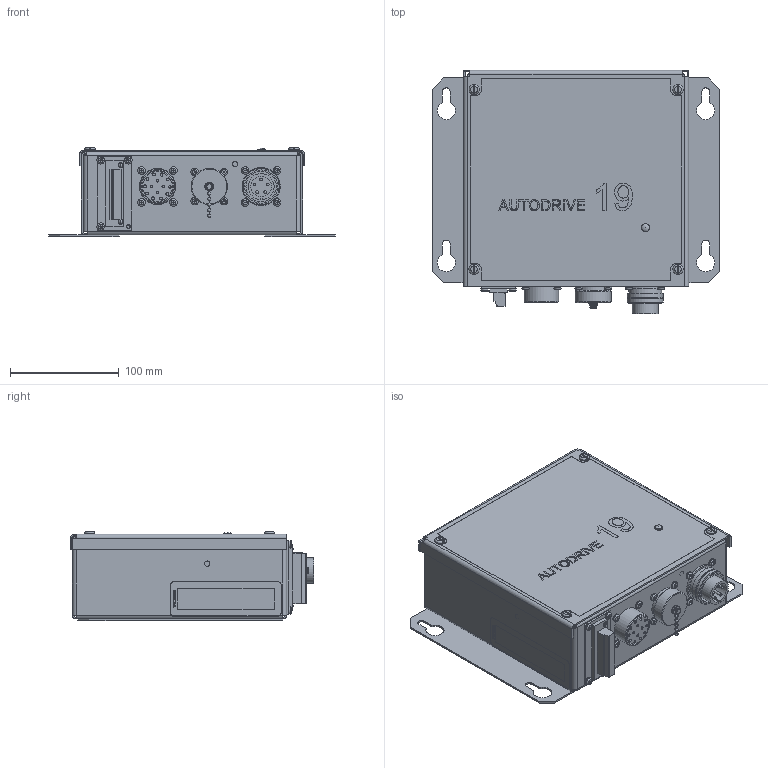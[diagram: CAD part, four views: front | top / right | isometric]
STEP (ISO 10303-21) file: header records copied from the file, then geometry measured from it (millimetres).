
FILE_DESCRIPTION( ( 'Unknown' ), '1' );
FILE_NAME( 'K3004-1_G6569-1.stp', 'Unknown', ( 'Unknown' ), ( 'Unknown' ), 'PSStep 15.0.49', 'Unknown', ' ' );
FILE_SCHEMA( ( 'AUTOMOTIVE_DESIGN { 1 0 10303 214 1 1 1 1 }' ) );
Length unit declared in the file: millimetre
Products named in the file (2): S12021-73
Bounding box: 263.52 x 223.49 x 81.94 mm (x, y, z)
Volume: 347747.4 mm3; surface area: 370992.2 mm2
Topology: 2 solids, 15 shells, 1444 faces, 3626 edges, 2388 vertices
Faces by surface type: plane 988, cylinder 286, cone 76, extrusion 53, torus 27, sphere 14
Full cylindrical faces by diameter (mm): 1.984 x12, 2.184 x2, 2.438 x5, 2.54 x16, 2.896 x1, 3.505 x26, 3.556 x16, 4.064 x2, 4.166 x1, 4.572 x7, 4.826 x10, 4.877 x2, 5.334 x1, 5.385 x3, 5.486 x7, 6.096 x2, 6.858 x15, 7.112 x1, 7.62 x2, 8.128 x1, 9.271 x4, 19.05 x1, 22.225 x1, 25.4 x1, 26.67 x1, 27.048 x1, 27.305 x1, 27.94 x1, 28.55 x1, 28.575 x1
Entity records: 46805 total; most frequent: CARTESIAN_POINT 10789, ORIENTED_EDGE 6598, DIRECTION 6375, EDGE_CURVE 3299, VERTEX_POINT 2291, AXIS2_PLACEMENT_3D 2142, VECTOR 2091, LINE 2038
